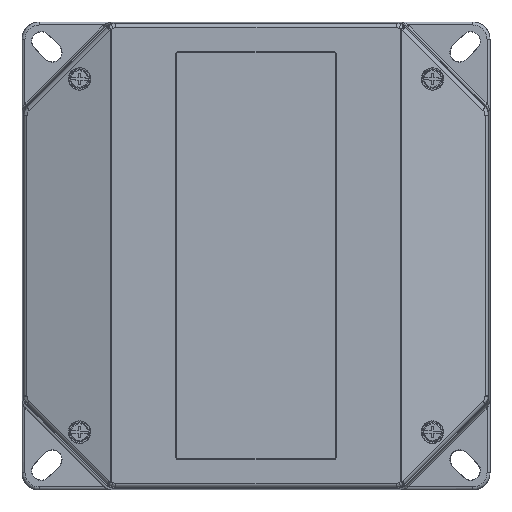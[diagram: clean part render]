
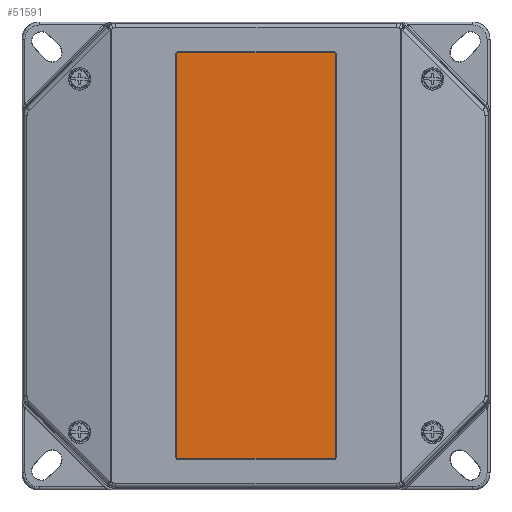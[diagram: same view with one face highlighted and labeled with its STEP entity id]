
A CAD part, top view. The second image highlights one B-rep face of the part: STEP entity #51591.
In plain terms, the highlighted planar face has unit normal (0, 0, 1).
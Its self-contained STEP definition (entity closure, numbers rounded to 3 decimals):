
#654 = ORIENTED_EDGE ( 'NONE', *, *, #22628, .T. ) ;
#2277 = CARTESIAN_POINT ( 'NONE',  ( -27., -69.95, 19.5 ) ) ;
#2855 = CARTESIAN_POINT ( 'NONE',  ( 27.45, 69.5, 19.5 ) ) ;
#5534 = CARTESIAN_POINT ( 'NONE',  ( -27., -69.5, 19.5 ) ) ;
#6942 = VECTOR ( 'NONE', #72071, 1000. ) ;
#7247 = CARTESIAN_POINT ( 'NONE',  ( -27., 69.95, 19.5 ) ) ;
#9129 = CARTESIAN_POINT ( 'NONE',  ( -27.45, -69.5, 19.5 ) ) ;
#10434 = CARTESIAN_POINT ( 'NONE',  ( -27.45, -69.5, 19.5 ) ) ;
#11106 = EDGE_CURVE ( 'NONE', #75153, #33179, #42642, .T. ) ;
#12205 = DIRECTION ( 'NONE',  ( -1., 0., 0. ) ) ;
#13264 = AXIS2_PLACEMENT_3D ( 'NONE', #75324, #81979, #42152 ) ;
#13933 = DIRECTION ( 'NONE',  ( -1., 0., 0. ) ) ;
#14655 = VERTEX_POINT ( 'NONE', #59847 ) ;
#18163 = EDGE_CURVE ( 'NONE', #14655, #75153, #63135, .T. ) ;
#19330 = VERTEX_POINT ( 'NONE', #9129 ) ;
#20281 = EDGE_CURVE ( 'NONE', #56225, #58739, #76702, .T. ) ;
#20993 = AXIS2_PLACEMENT_3D ( 'NONE', #33393, #79982, #40094 ) ;
#21565 = PLANE ( 'NONE',  #13264 ) ;
#22628 = EDGE_CURVE ( 'NONE', #19330, #56780, #67997, .T. ) ;
#22701 = CARTESIAN_POINT ( 'NONE',  ( 27., -69.95, 19.5 ) ) ;
#23364 = CARTESIAN_POINT ( 'NONE',  ( 27., -69.5, 19.5 ) ) ;
#23478 = FACE_OUTER_BOUND ( 'NONE', #64813, .T. ) ;
#23812 = CIRCLE ( 'NONE', #20993, 0.45 ) ;
#26220 = AXIS2_PLACEMENT_3D ( 'NONE', #23364, #70126, #30179 ) ;
#27893 = CARTESIAN_POINT ( 'NONE',  ( -27.45, 69.5, 19.5 ) ) ;
#28628 = DIRECTION ( 'NONE',  ( 0., 0., 1. ) ) ;
#29074 = AXIS2_PLACEMENT_3D ( 'NONE', #5534, #52402, #12205 ) ;
#29244 = LINE ( 'NONE', #7247, #62683 ) ;
#30179 = DIRECTION ( 'NONE',  ( -1., 0., 0. ) ) ;
#33179 = VERTEX_POINT ( 'NONE', #2855 ) ;
#33393 = CARTESIAN_POINT ( 'NONE',  ( 27., 69.5, 19.5 ) ) ;
#33716 = CARTESIAN_POINT ( 'NONE',  ( 27., 69.95, 19.5 ) ) ;
#33743 = AXIS2_PLACEMENT_3D ( 'NONE', #68638, #28628, #75334 ) ;
#34963 = ORIENTED_EDGE ( 'NONE', *, *, #20281, .T. ) ;
#37469 = DIRECTION ( 'NONE',  ( 0., -1., 0. ) ) ;
#38239 = ORIENTED_EDGE ( 'NONE', *, *, #77943, .T. ) ;
#40094 = DIRECTION ( 'NONE',  ( -1., 0., 0. ) ) ;
#41162 = VERTEX_POINT ( 'NONE', #33716 ) ;
#42152 = DIRECTION ( 'NONE',  ( -1., 0., 0. ) ) ;
#42233 = CARTESIAN_POINT ( 'NONE',  ( 27.45, -69.5, 19.5 ) ) ;
#42642 = LINE ( 'NONE', #73505, #6942 ) ;
#44664 = EDGE_CURVE ( 'NONE', #56780, #14655, #71041, .T. ) ;
#47814 = EDGE_CURVE ( 'NONE', #41162, #56225, #29244, .T. ) ;
#47991 = ORIENTED_EDGE ( 'NONE', *, *, #44664, .T. ) ;
#48085 = EDGE_CURVE ( 'NONE', #58739, #19330, #72027, .T. ) ;
#48456 = ORIENTED_EDGE ( 'NONE', *, *, #47814, .T. ) ;
#51314 = VECTOR ( 'NONE', #76172, 1000. ) ;
#51591 = ADVANCED_FACE ( 'NONE', ( #23478 ), #21565, .F. ) ;
#52402 = DIRECTION ( 'NONE',  ( 0., 0., 1. ) ) ;
#54354 = VECTOR ( 'NONE', #37469, 1000. ) ;
#56225 = VERTEX_POINT ( 'NONE', #67873 ) ;
#56780 = VERTEX_POINT ( 'NONE', #2277 ) ;
#58739 = VERTEX_POINT ( 'NONE', #27893 ) ;
#59847 = CARTESIAN_POINT ( 'NONE',  ( 27., -69.95, 19.5 ) ) ;
#60612 = ORIENTED_EDGE ( 'NONE', *, *, #48085, .T. ) ;
#62683 = VECTOR ( 'NONE', #13933, 1000. ) ;
#63135 = CIRCLE ( 'NONE', #26220, 0.45 ) ;
#64813 = EDGE_LOOP ( 'NONE', ( #60612, #654, #47991, #85503, #69108, #38239, #48456, #34963 ) ) ;
#67873 = CARTESIAN_POINT ( 'NONE',  ( -27., 69.95, 19.5 ) ) ;
#67997 = CIRCLE ( 'NONE', #29074, 0.45 ) ;
#68638 = CARTESIAN_POINT ( 'NONE',  ( -27., 69.5, 19.5 ) ) ;
#69108 = ORIENTED_EDGE ( 'NONE', *, *, #11106, .T. ) ;
#70126 = DIRECTION ( 'NONE',  ( 0., 0., 1. ) ) ;
#71041 = LINE ( 'NONE', #22701, #51314 ) ;
#72027 = LINE ( 'NONE', #10434, #54354 ) ;
#72071 = DIRECTION ( 'NONE',  ( 0., 1., 0. ) ) ;
#73505 = CARTESIAN_POINT ( 'NONE',  ( 27.45, 69.5, 19.5 ) ) ;
#75153 = VERTEX_POINT ( 'NONE', #42233 ) ;
#75324 = CARTESIAN_POINT ( 'NONE',  ( 27.5, 70., 19.5 ) ) ;
#75334 = DIRECTION ( 'NONE',  ( -1., 0., 0. ) ) ;
#76172 = DIRECTION ( 'NONE',  ( 1., 0., 0. ) ) ;
#76702 = CIRCLE ( 'NONE', #33743, 0.45 ) ;
#77943 = EDGE_CURVE ( 'NONE', #33179, #41162, #23812, .T. ) ;
#79982 = DIRECTION ( 'NONE',  ( 0., 0., 1. ) ) ;
#81979 = DIRECTION ( 'NONE',  ( 0., 0., -1. ) ) ;
#85503 = ORIENTED_EDGE ( 'NONE', *, *, #18163, .T. ) ;
